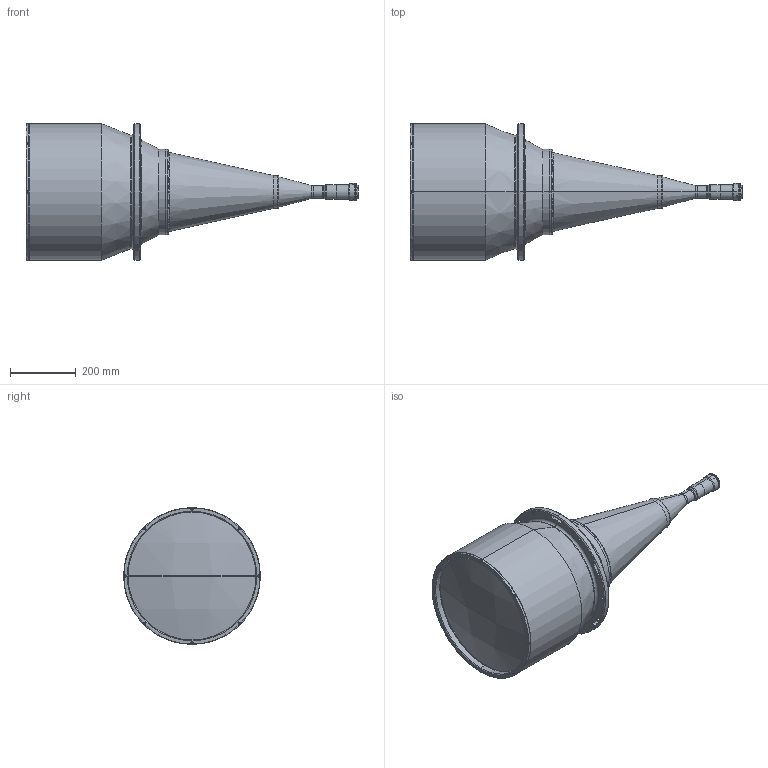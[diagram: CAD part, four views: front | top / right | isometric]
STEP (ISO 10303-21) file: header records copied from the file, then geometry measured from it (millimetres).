
FILE_DESCRIPTION (( 'STEP AP203' ), '1' );
FILE_NAME ('DP32207-A_TC10M308-J.step', '2022-12-06T16:10:45', ( '' ), ( '' ), 'SwSTEP 2.0', 'SolidWorks 2021', '' );
FILE_SCHEMA (( 'CONFIG_CONTROL_DESIGN' ));
Length unit declared in the file: millimetre
Products named in the file (1): DP32207-A_TC10M308-J
Bounding box: 1012.19 x 417 x 417 mm (x, y, z)
Surface area: 1077324.1 mm2 (no closed solid volume)
Topology: 0 solids, 32 shells, 260 faces, 849 edges, 599 vertices
Faces by surface type: cylinder 127, plane 60, torus 43, cone 22, bspline 6, sphere 2
Entity records: 10360 total; most frequent: CARTESIAN_POINT 2601, DIRECTION 1765, ORIENTED_EDGE 1363, EDGE_CURVE 849, AXIS2_PLACEMENT_3D 707, VERTEX_POINT 599, CIRCLE 452, VECTOR 351
